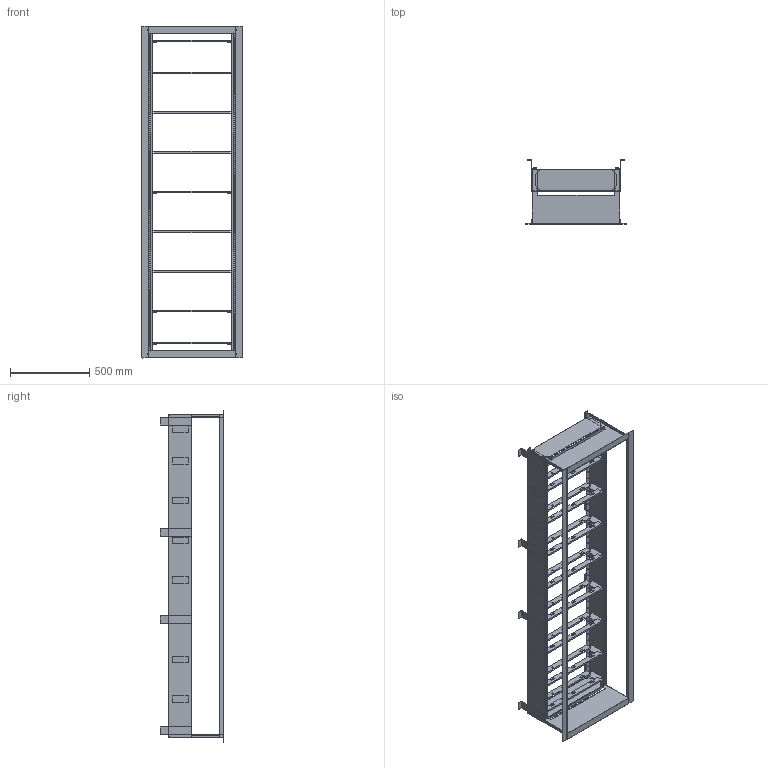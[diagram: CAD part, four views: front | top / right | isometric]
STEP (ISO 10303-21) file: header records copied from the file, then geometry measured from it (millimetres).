
FILE_DESCRIPTION((''),'2;1');
FILE_NAME('1SEP102223R0004','2023-11-22T14:43:27',('86177'),(''),'CREO PARAMETRIC BY PTC INC, 2016390','CREO PARAMETRIC BY PTC INC, 2016390','');
FILE_SCHEMA(('AUTOMOTIVE_DESIGN { 1 0 10303 214 1 1 1 1 }'));
Products named in the file (1): 1SEP102223R0004
Bounding box: 630 x 402 x 2090 mm (x, y, z)
Surface area: 4648864.7 mm2 (no closed solid volume)
Topology: 0 solids, 55 shells, 1321 faces, 5299 edges, 4074 vertices
Faces by surface type: plane 1068, cylinder 253
Entity records: 80706 total; most frequent: CARTESIAN_POINT 21838, ORIENTED_EDGE 8894, DIRECTION 6855, PRESENTATION_STYLE_ASSIGNMENT 5357, STYLED_ITEM 5354, CURVE_STYLE 5299, EDGE_CURVE 5299, VERTEX_POINT 4074
